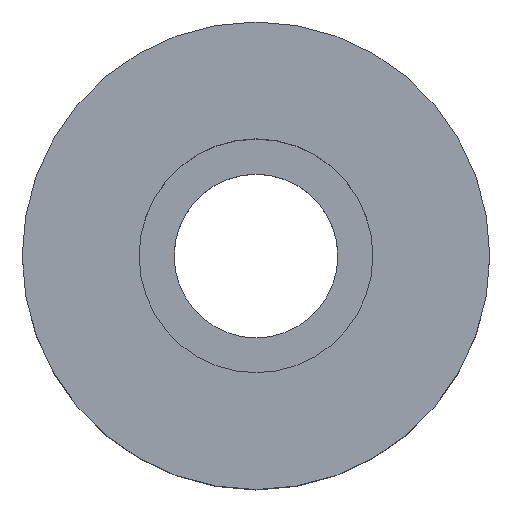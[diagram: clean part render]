
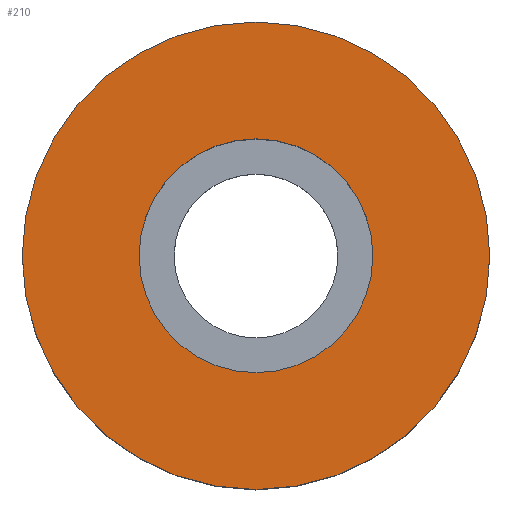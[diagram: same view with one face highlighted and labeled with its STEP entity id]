
A CAD part, top view. The second image highlights one B-rep face of the part: STEP entity #210.
In plain terms, the highlighted planar face has unit normal (0, 0, 1).
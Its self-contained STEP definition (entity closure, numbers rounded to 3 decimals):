
#3 = DIRECTION ( 'NONE',  ( 1., 0., 0. ) ) ;
#5 = ORIENTED_EDGE ( 'NONE', *, *, #295, .F. ) ;
#9 = EDGE_CURVE ( 'NONE', #128, #277, #149, .T. ) ;
#14 = DIRECTION ( 'NONE',  ( 1., 0., 0. ) ) ;
#19 = DIRECTION ( 'NONE',  ( 1., 0., 0. ) ) ;
#23 = FACE_OUTER_BOUND ( 'NONE', #78, .T. ) ;
#27 = DIRECTION ( 'NONE',  ( -1., 0., 0. ) ) ;
#28 = ORIENTED_EDGE ( 'NONE', *, *, #9, .T. ) ;
#48 = CARTESIAN_POINT ( 'NONE',  ( 0., 0., 20. ) ) ;
#60 = CARTESIAN_POINT ( 'NONE',  ( 20., 0., 20. ) ) ;
#63 = EDGE_LOOP ( 'NONE', ( #101, #5 ) ) ;
#64 = CARTESIAN_POINT ( 'NONE',  ( 0., 0., 20. ) ) ;
#70 = ORIENTED_EDGE ( 'NONE', *, *, #310, .T. ) ;
#77 = FACE_BOUND ( 'NONE', #63, .T. ) ;
#78 = EDGE_LOOP ( 'NONE', ( #70, #28 ) ) ;
#85 = CIRCLE ( 'NONE', #316, 20. ) ;
#94 = CIRCLE ( 'NONE', #139, 10. ) ;
#101 = ORIENTED_EDGE ( 'NONE', *, *, #170, .F. ) ;
#108 = CARTESIAN_POINT ( 'NONE',  ( 0., 0., 20. ) ) ;
#124 = CARTESIAN_POINT ( 'NONE',  ( -10., 0., 20. ) ) ;
#128 = VERTEX_POINT ( 'NONE', #299 ) ;
#132 = VERTEX_POINT ( 'NONE', #124 ) ;
#137 = DIRECTION ( 'NONE',  ( 0., 0., 1. ) ) ;
#139 = AXIS2_PLACEMENT_3D ( 'NONE', #48, #146, #14 ) ;
#146 = DIRECTION ( 'NONE',  ( 0., 0., 1. ) ) ;
#149 = CIRCLE ( 'NONE', #321, 20. ) ;
#158 = VERTEX_POINT ( 'NONE', #244 ) ;
#161 = CARTESIAN_POINT ( 'NONE',  ( 20., 0., 20. ) ) ;
#170 = EDGE_CURVE ( 'NONE', #158, #132, #94, .T. ) ;
#175 = AXIS2_PLACEMENT_3D ( 'NONE', #60, #228, #27 ) ;
#189 = PLANE ( 'NONE',  #175 ) ;
#210 = ADVANCED_FACE ( 'NONE', ( #77, #23 ), #189, .F. ) ;
#211 = CARTESIAN_POINT ( 'NONE',  ( 0., 0., 20. ) ) ;
#226 = AXIS2_PLACEMENT_3D ( 'NONE', #64, #289, #3 ) ;
#228 = DIRECTION ( 'NONE',  ( 0., 0., -1. ) ) ;
#244 = CARTESIAN_POINT ( 'NONE',  ( 10., 0., 20. ) ) ;
#274 = CIRCLE ( 'NONE', #226, 10. ) ;
#277 = VERTEX_POINT ( 'NONE', #161 ) ;
#286 = DIRECTION ( 'NONE',  ( 1., 0., 0. ) ) ;
#289 = DIRECTION ( 'NONE',  ( 0., 0., 1. ) ) ;
#295 = EDGE_CURVE ( 'NONE', #132, #158, #274, .T. ) ;
#299 = CARTESIAN_POINT ( 'NONE',  ( -20., 0., 20. ) ) ;
#310 = EDGE_CURVE ( 'NONE', #277, #128, #85, .T. ) ;
#316 = AXIS2_PLACEMENT_3D ( 'NONE', #211, #319, #19 ) ;
#319 = DIRECTION ( 'NONE',  ( 0., 0., 1. ) ) ;
#321 = AXIS2_PLACEMENT_3D ( 'NONE', #108, #137, #286 ) ;
